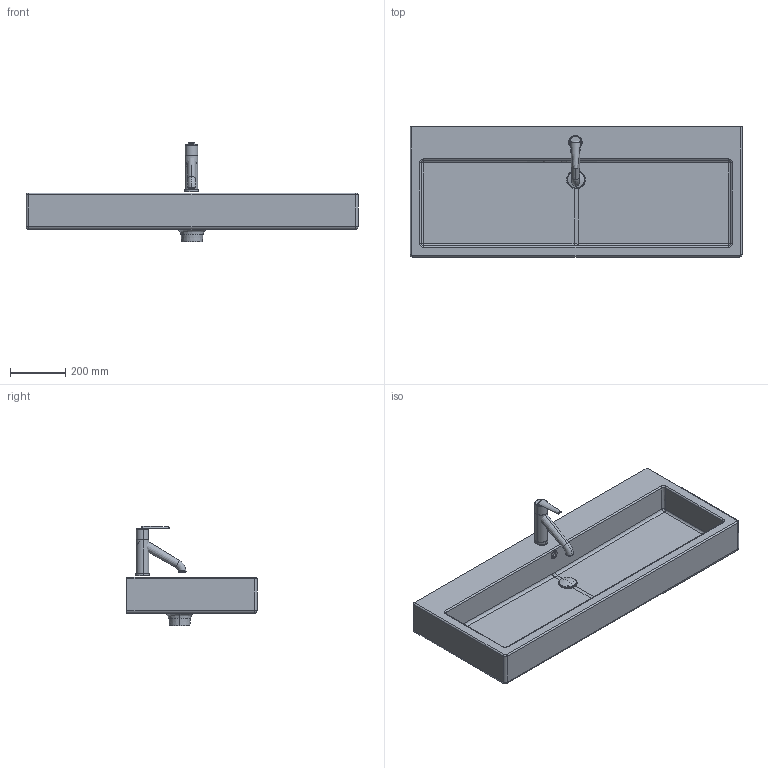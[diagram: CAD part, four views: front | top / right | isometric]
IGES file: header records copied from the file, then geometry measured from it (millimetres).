
Global section: file name: No Iges File Name specified; native system: Autodesk Inventor 2009; preprocessor: AutoDesk Inventor Iges Exporter R2009; author: Andreas; date: 20100810.132118; units: millimetre
Bounding box: 1200 x 470 x 359.31 mm (x, y, z)
Volume: 24537601.4 mm3; surface area: 2095231.2 mm2
Topology: 7 solids, 7 shells, 184 faces, 448 edges, 279 vertices
Faces by surface type: plane 47, cylinder 37, revolution 36, torus 27, bspline 27, cone 8, sphere 2
